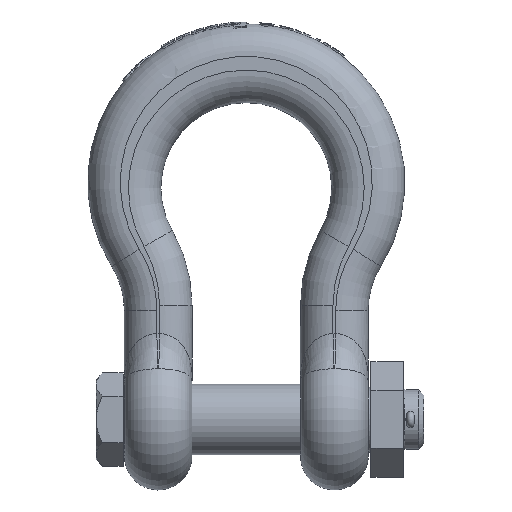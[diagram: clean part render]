
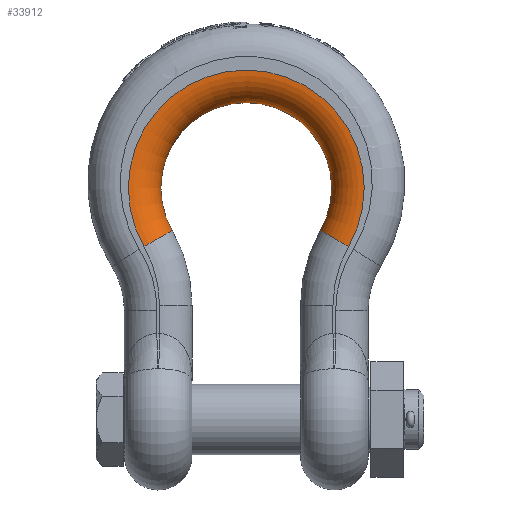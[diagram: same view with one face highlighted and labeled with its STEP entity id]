
A CAD part, top view. The second image highlights one B-rep face of the part: STEP entity #33912.
In plain terms, the highlighted toroidal (fillet/blend) face has major radius 138.176 mm and minor radius 38.1 mm.
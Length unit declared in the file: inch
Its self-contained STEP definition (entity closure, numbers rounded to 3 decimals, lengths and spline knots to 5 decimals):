
#9065=CARTESIAN_POINT('',(0.,10.68,1.56));
#9066=DIRECTION('',(0.,0.,-1.));
#9067=DIRECTION('',(-0.868,-0.497,0.));
#9068=AXIS2_PLACEMENT_3D('',#9065,#9066,#9067);
#9797=CARTESIAN_POINT('',(-4.72,7.97534,0.06));
#9798=DIRECTION('',(-0.497,0.868,0.));
#9799=DIRECTION('',(0.,0.,1.));
#9800=AXIS2_PLACEMENT_3D('',#9797,#9798,#9799);
#9802=CARTESIAN_POINT('',(4.72,7.97534,0.06));
#9803=DIRECTION('',(-0.497,-0.868,0.));
#9804=DIRECTION('',(0.,0.,1.));
#9805=AXIS2_PLACEMENT_3D('',#9802,#9803,#9804);
#10390=CARTESIAN_POINT('',(0.,10.68,0.06));
#10391=DIRECTION('',(0.,0.,-1.));
#10392=DIRECTION('',(-0.868,-0.497,0.));
#10393=AXIS2_PLACEMENT_3D('',#10390,#10391,#10392);
#10732=CARTESIAN_POINT('',(4.72,7.97534,1.56));
#10734=VERTEX_POINT('',#10732);
#10736=CARTESIAN_POINT('',(3.41853,8.72111,0.06));
#10738=VERTEX_POINT('',#10736);
#10740=CARTESIAN_POINT('',(-4.72,7.97534,1.56));
#10741=VERTEX_POINT('',#10740);
#10742=CARTESIAN_POINT('',(-3.41853,8.72111,0.06));
#10743=VERTEX_POINT('',#10742);
#33899=CARTESIAN_POINT('',(0.,10.68,0.06));
#33900=DIRECTION('',(0.,0.,1.));
#33901=DIRECTION('',(-0.867,-0.498,0.));
#33902=AXIS2_PLACEMENT_3D('',#33899,#33900,#33901);
#33903=TOROIDAL_SURFACE('',#33902,5.44,1.5);
#33904=ORIENTED_EDGE('',*,*,#31572,.T.);
#33906=ORIENTED_EDGE('',*,*,#33905,.T.);
#33908=ORIENTED_EDGE('',*,*,#33907,.F.);
#33909=ORIENTED_EDGE('',*,*,#33891,.F.);
#33910=EDGE_LOOP('',(#33904,#33906,#33908,#33909));
#33911=FACE_OUTER_BOUND('',#33910,.F.);
#33912=ADVANCED_FACE('',(#33911),#33903,.T.);
#9069=CIRCLE('',#9068,5.44);
#9801=CIRCLE('',#9800,1.5);
#9806=CIRCLE('',#9805,1.5);
#10394=CIRCLE('',#10393,3.94);
#31572=EDGE_CURVE('',#10741,#10734,#9069,.T.);
#33891=EDGE_CURVE('',#10741,#10743,#9801,.T.);
#33905=EDGE_CURVE('',#10734,#10738,#9806,.T.);
#33907=EDGE_CURVE('',#10743,#10738,#10394,.T.);
